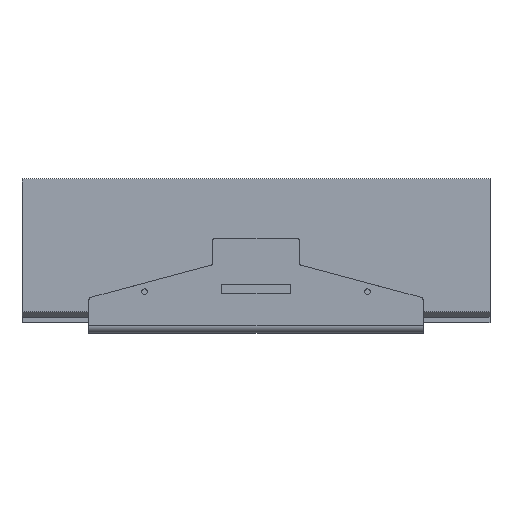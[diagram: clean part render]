
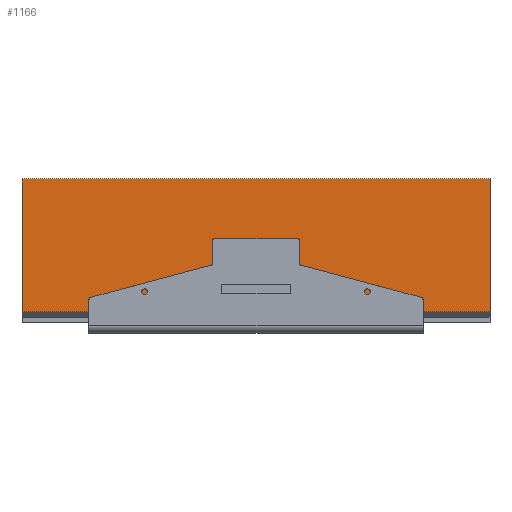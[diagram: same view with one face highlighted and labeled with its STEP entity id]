
A CAD part, top view. The second image highlights one B-rep face of the part: STEP entity #1166.
In plain terms, the highlighted planar face has unit normal (0, 0, 1).
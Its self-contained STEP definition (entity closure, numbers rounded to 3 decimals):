
#611 = VERTEX_POINT('',#612);
#612 = CARTESIAN_POINT('',(65.838,32.812,
    67.829));
#619 = EDGE_CURVE('',#611,#620,#622,.T.);
#620 = VERTEX_POINT('',#621);
#621 = CARTESIAN_POINT('',(-18.162,32.812,
    67.829));
#622 = B_SPLINE_CURVE_WITH_KNOTS('',3,(#623,#624,#625,#626),
  .UNSPECIFIED.,.F.,.F.,(4,4),(0.,1.),.PIECEWISE_BEZIER_KNOTS.);
#623 = CARTESIAN_POINT('',(65.838,32.812,
    67.829));
#624 = CARTESIAN_POINT('',(37.838,32.812,
    67.829));
#625 = CARTESIAN_POINT('',(9.838,32.812,
    67.829));
#626 = CARTESIAN_POINT('',(-18.162,32.812,
    67.829));
#1137 = EDGE_CURVE('',#620,#1138,#1140,.T.);
#1138 = VERTEX_POINT('',#1139);
#1139 = CARTESIAN_POINT('',(-18.162,56.612,
    67.829));
#1140 = B_SPLINE_CURVE_WITH_KNOTS('',3,(#1141,#1142,#1143,#1144),
  .UNSPECIFIED.,.F.,.F.,(4,4),(0.,1.),.PIECEWISE_BEZIER_KNOTS.);
#1141 = CARTESIAN_POINT('',(-18.162,32.812,
    67.829));
#1142 = CARTESIAN_POINT('',(-18.162,40.746,
    67.829));
#1143 = CARTESIAN_POINT('',(-18.162,48.679,
    67.829));
#1144 = CARTESIAN_POINT('',(-18.162,56.612,
    67.829));
#1166 = ADVANCED_FACE('',(#1167),#1187,.F.);
#1167 = FACE_BOUND('',#1168,.F.);
#1168 = EDGE_LOOP('',(#1169,#1170,#1171,#1180));
#1169 = ORIENTED_EDGE('',*,*,#619,.T.);
#1170 = ORIENTED_EDGE('',*,*,#1137,.T.);
#1171 = ORIENTED_EDGE('',*,*,#1172,.F.);
#1172 = EDGE_CURVE('',#1173,#1138,#1175,.T.);
#1173 = VERTEX_POINT('',#1174);
#1174 = CARTESIAN_POINT('',(65.838,56.612,
    67.829));
#1175 = B_SPLINE_CURVE_WITH_KNOTS('',3,(#1176,#1177,#1178,#1179),
  .UNSPECIFIED.,.F.,.F.,(4,4),(0.,1.),.PIECEWISE_BEZIER_KNOTS.);
#1176 = CARTESIAN_POINT('',(65.838,56.612,
    67.829));
#1177 = CARTESIAN_POINT('',(37.838,56.612,
    67.829));
#1178 = CARTESIAN_POINT('',(9.838,56.612,
    67.829));
#1179 = CARTESIAN_POINT('',(-18.162,56.612,
    67.829));
#1180 = ORIENTED_EDGE('',*,*,#1181,.F.);
#1181 = EDGE_CURVE('',#611,#1173,#1182,.T.);
#1182 = B_SPLINE_CURVE_WITH_KNOTS('',3,(#1183,#1184,#1185,#1186),
  .UNSPECIFIED.,.F.,.F.,(4,4),(0.,1.),.PIECEWISE_BEZIER_KNOTS.);
#1183 = CARTESIAN_POINT('',(65.838,32.812,
    67.829));
#1184 = CARTESIAN_POINT('',(65.838,40.746,
    67.829));
#1185 = CARTESIAN_POINT('',(65.838,48.679,
    67.829));
#1186 = CARTESIAN_POINT('',(65.838,56.612,
    67.829));
#1187 = PLANE('',#1188);
#1188 = AXIS2_PLACEMENT_3D('',#1189,#1190,#1191);
#1189 = CARTESIAN_POINT('',(65.838,32.812,
    67.829));
#1190 = DIRECTION('',(0.,0.,-1.));
#1191 = DIRECTION('',(-1.,0.,0.));
